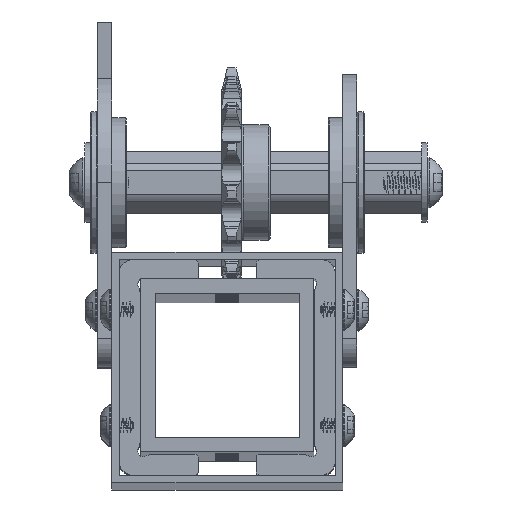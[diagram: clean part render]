
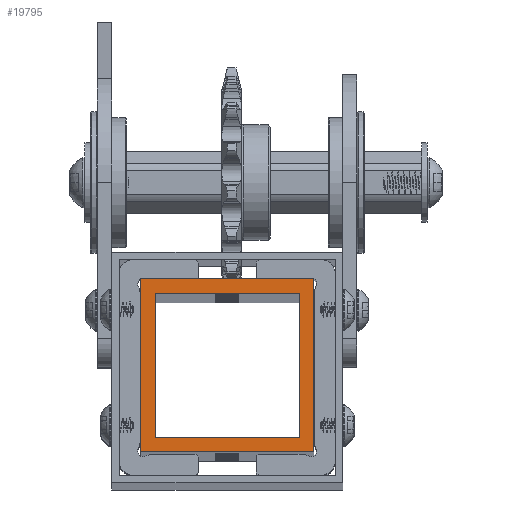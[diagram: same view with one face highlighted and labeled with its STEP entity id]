
A CAD part, top view. The second image highlights one B-rep face of the part: STEP entity #19795.
In plain terms, the highlighted planar face has unit normal (0, 0, 1).
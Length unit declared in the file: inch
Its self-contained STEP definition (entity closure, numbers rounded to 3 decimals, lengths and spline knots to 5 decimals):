
#1331=FACE_BOUND('',#5096,.T.);
#3578=FACE_OUTER_BOUND('',#5095,.T.);
#5095=EDGE_LOOP('',(#17011,#17012,#17013,#17014));
#5096=EDGE_LOOP('',(#17015,#17016,#17017,#17018));
#6578=LINE('',#36407,#7996);
#6581=LINE('',#36413,#7999);
#6584=LINE('',#36419,#8002);
#6587=LINE('',#36423,#8005);
#6590=LINE('',#36431,#8008);
#6593=LINE('',#36437,#8011);
#6596=LINE('',#36443,#8014);
#6599=LINE('',#36447,#8017);
#7996=VECTOR('',#26362,0.3937);
#7999=VECTOR('',#26367,0.3937);
#8002=VECTOR('',#26372,0.3937);
#8005=VECTOR('',#26377,0.3937);
#8008=VECTOR('',#26382,0.3937);
#8011=VECTOR('',#26387,0.3937);
#8014=VECTOR('',#26392,0.3937);
#8017=VECTOR('',#26397,0.3937);
#9612=VERTEX_POINT('',#36404);
#9613=VERTEX_POINT('',#36406);
#9615=VERTEX_POINT('',#36412);
#9617=VERTEX_POINT('',#36418);
#9620=VERTEX_POINT('',#36428);
#9621=VERTEX_POINT('',#36430);
#9623=VERTEX_POINT('',#36436);
#9625=VERTEX_POINT('',#36442);
#12159=EDGE_CURVE('',#9613,#9612,#6578,.T.);
#12162=EDGE_CURVE('',#9615,#9613,#6581,.T.);
#12165=EDGE_CURVE('',#9617,#9615,#6584,.T.);
#12168=EDGE_CURVE('',#9612,#9617,#6587,.T.);
#12171=EDGE_CURVE('',#9621,#9620,#6590,.T.);
#12174=EDGE_CURVE('',#9623,#9621,#6593,.T.);
#12177=EDGE_CURVE('',#9625,#9623,#6596,.T.);
#12180=EDGE_CURVE('',#9620,#9625,#6599,.T.);
#17011=ORIENTED_EDGE('',*,*,#12180,.T.);
#17012=ORIENTED_EDGE('',*,*,#12177,.T.);
#17013=ORIENTED_EDGE('',*,*,#12174,.T.);
#17014=ORIENTED_EDGE('',*,*,#12171,.T.);
#17015=ORIENTED_EDGE('',*,*,#12168,.T.);
#17016=ORIENTED_EDGE('',*,*,#12165,.T.);
#17017=ORIENTED_EDGE('',*,*,#12162,.T.);
#17018=ORIENTED_EDGE('',*,*,#12159,.T.);
#19007=PLANE('',#21761);
#19795=ADVANCED_FACE('',(#3578,#1331),#19007,.T.);
#21761=AXIS2_PLACEMENT_3D('',#36448,#26398,#26399);
#26362=DIRECTION('',(-1.,0.,0.));
#26367=DIRECTION('',(0.,-1.,0.));
#26372=DIRECTION('',(1.,0.,0.));
#26377=DIRECTION('',(0.,1.,0.));
#26382=DIRECTION('',(-1.,0.,0.));
#26387=DIRECTION('',(0.,1.,0.));
#26392=DIRECTION('',(1.,0.,0.));
#26397=DIRECTION('',(0.,-1.,0.));
#26398=DIRECTION('center_axis',(0.,0.,1.));
#26399=DIRECTION('ref_axis',(1.,0.,0.));
#36404=CARTESIAN_POINT('',(0.125,0.125,46.));
#36406=CARTESIAN_POINT('',(1.375,0.125,46.));
#36407=CARTESIAN_POINT('',(0.125,0.125,46.));
#36412=CARTESIAN_POINT('',(1.375,1.375,46.));
#36413=CARTESIAN_POINT('',(1.375,0.125,46.));
#36418=CARTESIAN_POINT('',(0.125,1.375,46.));
#36419=CARTESIAN_POINT('',(1.375,1.375,46.));
#36423=CARTESIAN_POINT('',(0.125,1.375,46.));
#36428=CARTESIAN_POINT('',(0.,1.5,46.));
#36430=CARTESIAN_POINT('',(1.5,1.5,46.));
#36431=CARTESIAN_POINT('',(1.5,1.5,46.));
#36436=CARTESIAN_POINT('',(1.5,0.,46.));
#36437=CARTESIAN_POINT('',(1.5,0.,46.));
#36442=CARTESIAN_POINT('',(0.,0.,46.));
#36443=CARTESIAN_POINT('',(0.,0.,46.));
#36447=CARTESIAN_POINT('',(0.,1.5,46.));
#36448=CARTESIAN_POINT('Origin',(0.75,0.75,46.));
